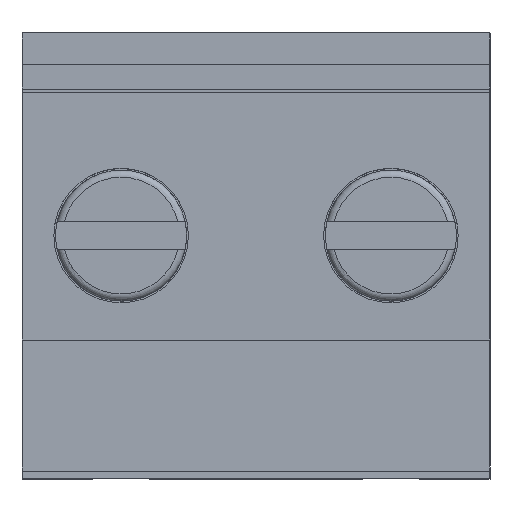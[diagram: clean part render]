
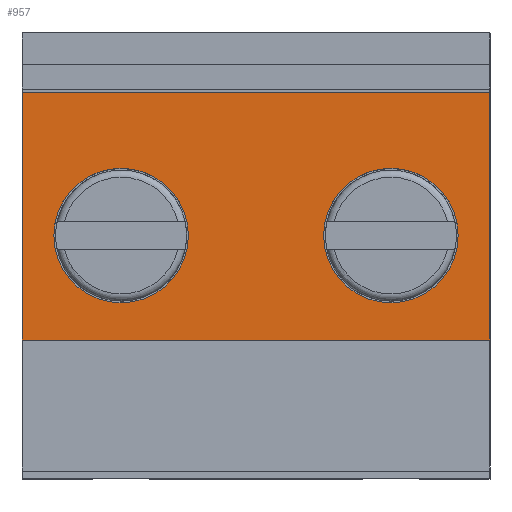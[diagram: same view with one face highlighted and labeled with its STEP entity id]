
A CAD part, top view. The second image highlights one B-rep face of the part: STEP entity #957.
In plain terms, the highlighted planar face has unit normal (0, 0, 1).
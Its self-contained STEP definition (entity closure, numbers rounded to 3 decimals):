
#957 = ADVANCED_FACE( '', ( #1899, #1900, #1901 ), #1902, .T. );
#1899 = FACE_BOUND( '', #2840, .T. );
#1900 = FACE_BOUND( '', #2841, .T. );
#1901 = FACE_OUTER_BOUND( '', #2842, .T. );
#1902 = PLANE( '', #2843 );
#2840 = EDGE_LOOP( '', ( #5379 ) );
#2841 = EDGE_LOOP( '', ( #5380 ) );
#2842 = EDGE_LOOP( '', ( #5381, #5382, #5383, #5384 ) );
#2843 = AXIS2_PLACEMENT_3D( '', #5385, #5386, #5387 );
#5379 = ORIENTED_EDGE( '', *, *, #5879, .T. );
#5380 = ORIENTED_EDGE( '', *, *, #6337, .T. );
#5381 = ORIENTED_EDGE( '', *, *, #6028, .F. );
#5382 = ORIENTED_EDGE( '', *, *, #6424, .F. );
#5383 = ORIENTED_EDGE( '', *, *, #6608, .T. );
#5384 = ORIENTED_EDGE( '', *, *, #6417, .T. );
#5385 = CARTESIAN_POINT( '', ( 13.22, 3., 17.4 ) );
#5386 = DIRECTION( '', ( 0., 0., 1. ) );
#5387 = DIRECTION( '', ( 1., 0., 0. ) );
#5879 = EDGE_CURVE( '', #7089, #7089, #7090, .T. );
#6028 = EDGE_CURVE( '', #7339, #7341, #7342, .T. );
#6337 = EDGE_CURVE( '', #7826, #7826, #7827, .T. );
#6417 = EDGE_CURVE( '', #7944, #7341, #7945, .T. );
#6424 = EDGE_CURVE( '', #7952, #7339, #7954, .T. );
#6608 = EDGE_CURVE( '', #7952, #7944, #8200, .T. );
#7089 = VERTEX_POINT( '', #8831 );
#7090 = CIRCLE( '', #8832, 1.9 );
#7339 = VERTEX_POINT( '', #9193 );
#7341 = VERTEX_POINT( '', #9196 );
#7342 = LINE( '', #9197, #9198 );
#7826 = VERTEX_POINT( '', #9910 );
#7827 = CIRCLE( '', #9911, 1.9 );
#7944 = VERTEX_POINT( '', #10092 );
#7945 = LINE( '', #10093, #10094 );
#7952 = VERTEX_POINT( '', #10104 );
#7954 = LINE( '', #10107, #10108 );
#8200 = LINE( '', #10466, #10467 );
#8831 = CARTESIAN_POINT( '', ( 10.42, 4.05, 17.4 ) );
#8832 = AXIS2_PLACEMENT_3D( '', #10937, #10938, #10939 );
#9193 = CARTESIAN_POINT( '', ( 0., 3., 17.4 ) );
#9196 = CARTESIAN_POINT( '', ( 0., 10., 17.4 ) );
#9197 = CARTESIAN_POINT( '', ( 0., 3., 17.4 ) );
#9198 = VECTOR( '', #11083, 1000. );
#9910 = CARTESIAN_POINT( '', ( 2.8, 4.05, 17.4 ) );
#9911 = AXIS2_PLACEMENT_3D( '', #11366, #11367, #11368 );
#10092 = CARTESIAN_POINT( '', ( 13.22, 10., 17.4 ) );
#10093 = CARTESIAN_POINT( '', ( 13.22, 10., 17.4 ) );
#10094 = VECTOR( '', #11435, 1000. );
#10104 = CARTESIAN_POINT( '', ( 13.22, 3., 17.4 ) );
#10107 = CARTESIAN_POINT( '', ( 13.22, 3., 17.4 ) );
#10108 = VECTOR( '', #11440, 1000. );
#10466 = CARTESIAN_POINT( '', ( 13.22, 3., 17.4 ) );
#10467 = VECTOR( '', #11601, 1000. );
#10937 = CARTESIAN_POINT( '', ( 10.42, 5.95, 17.4 ) );
#10938 = DIRECTION( '', ( 0., 0., -1. ) );
#10939 = DIRECTION( '', ( 0., -1., 0. ) );
#11083 = DIRECTION( '', ( 0., 1., 0. ) );
#11366 = CARTESIAN_POINT( '', ( 2.8, 5.95, 17.4 ) );
#11367 = DIRECTION( '', ( 0., 0., -1. ) );
#11368 = DIRECTION( '', ( 0., -1., 0. ) );
#11435 = DIRECTION( '', ( -1., 0., 0. ) );
#11440 = DIRECTION( '', ( -1., 0., 0. ) );
#11601 = DIRECTION( '', ( 0., 1., 0. ) );
